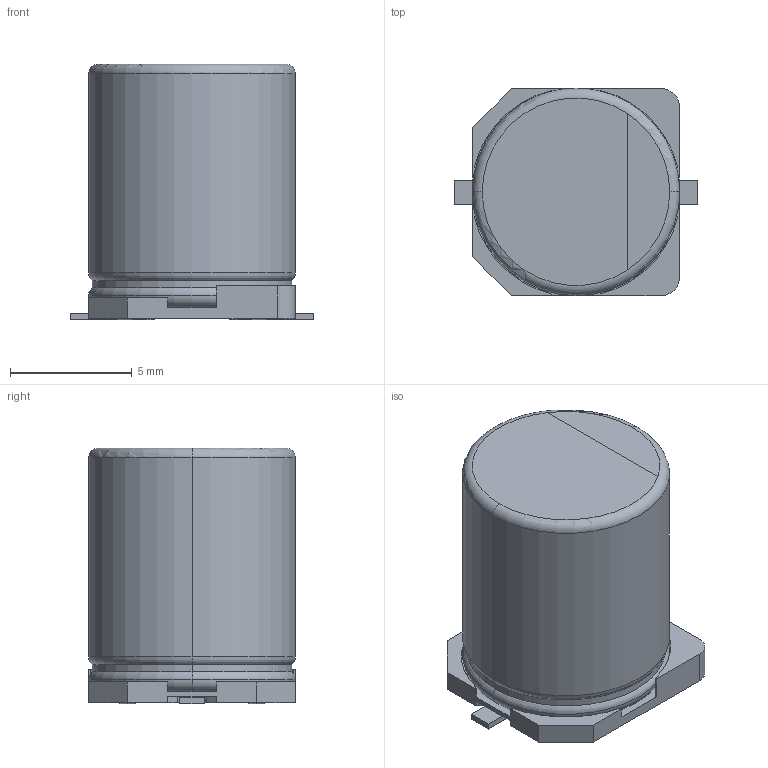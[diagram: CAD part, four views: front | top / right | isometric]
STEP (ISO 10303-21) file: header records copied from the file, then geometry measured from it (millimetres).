
FILE_DESCRIPTION (( 'STEP AP214' ), '1' );
FILE_NAME ('Copy of CAPAE-D8.0x10.2 v1^DC-DC XL6009.STEP', '2023-02-25T15:48:51', ( '' ), ( '' ), 'SwSTEP 2.0', 'SolidWorks 2023', '' );
FILE_SCHEMA (( 'AUTOMOTIVE_DESIGN' ));
Length unit declared in the file: millimetre
Products named in the file (1): Copy of CAPAE-D8.0x10.2 v1^DC-DC XL6009_Predeterminado
Bounding box: 10 x 8.5 x 10.5 mm (x, y, z)
Volume: 602.4 mm3; surface area: 573.2 mm2
Topology: 4 solids, 4 shells, 87 faces, 209 edges, 136 vertices
Faces by surface type: plane 49, cylinder 22, torus 8, bspline 8
Entity records: 4100 total; most frequent: CARTESIAN_POINT 1233, DIRECTION 437, ORIENTED_EDGE 418, EDGE_CURVE 209, AXIS2_PLACEMENT_3D 156, VERTEX_POINT 136, LINE 125, VECTOR 125
